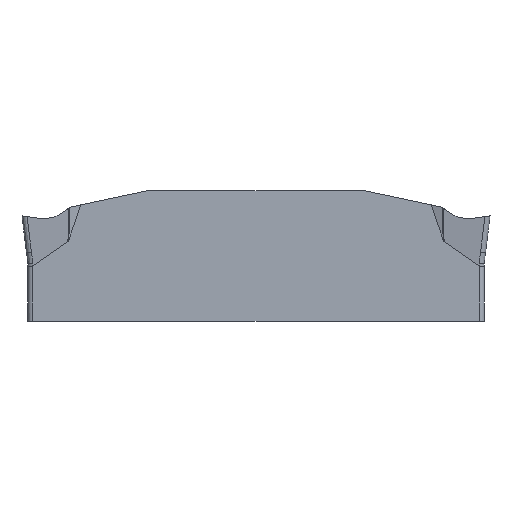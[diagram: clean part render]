
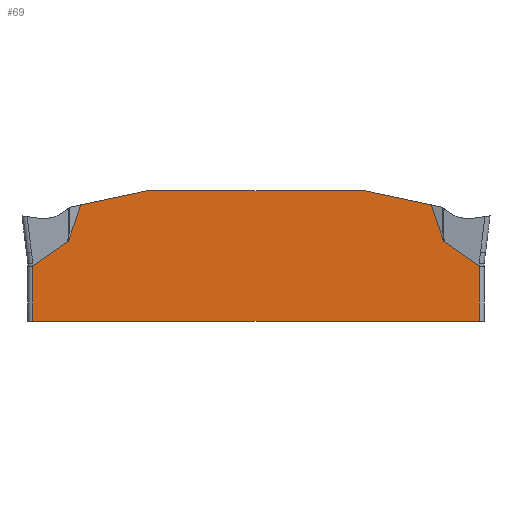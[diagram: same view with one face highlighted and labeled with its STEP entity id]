
A CAD part, left-side view. The second image highlights one B-rep face of the part: STEP entity #69.
In plain terms, the highlighted planar face has unit normal (-1, 0, 0).
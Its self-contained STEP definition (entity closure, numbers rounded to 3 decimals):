
#69=ADVANCED_FACE('SIDE_IB_1_SU5',(#135),#115,.F.);
#115=PLANE('',#882);
#135=FACE_OUTER_BOUND('',#181,.T.);
#181=EDGE_LOOP('',(#307,#308,#309,#310,#311,#312,#313,#314,#315,#316,#317,
#318,#319,#320));
#239=B_SPLINE_CURVE_WITH_KNOTS('',3,(#1170,#1171,#1172,#1173,#1174,#1175,
#1176,#1177,#1178,#1179),.UNSPECIFIED.,.F.,.F.,(4,3,3,4),(0.,0.487,
0.737,1.),.UNSPECIFIED.);
#240=B_SPLINE_CURVE_WITH_KNOTS('',3,(#1183,#1184,#1185,#1186,#1187,#1188,
#1189),.UNSPECIFIED.,.F.,.F.,(4,3,4),(0.,0.555,1.),
 .UNSPECIFIED.);
#241=B_SPLINE_CURVE_WITH_KNOTS('',3,(#1197,#1198,#1199,#1200,#1201,#1202,
#1203),.UNSPECIFIED.,.F.,.F.,(4,3,4),(0.,0.553,1.),
 .UNSPECIFIED.);
#242=B_SPLINE_CURVE_WITH_KNOTS('',3,(#1207,#1208,#1209,#1210,#1211,#1212,
#1213,#1214,#1215,#1216),.UNSPECIFIED.,.F.,.F.,(4,3,3,4),(0.,0.242,
0.617,1.),.UNSPECIFIED.);
#307=ORIENTED_EDGE('',*,*,#635,.F.);
#308=ORIENTED_EDGE('',*,*,#636,.T.);
#309=ORIENTED_EDGE('',*,*,#626,.T.);
#310=ORIENTED_EDGE('',*,*,#637,.T.);
#311=ORIENTED_EDGE('',*,*,#638,.T.);
#312=ORIENTED_EDGE('',*,*,#639,.T.);
#313=ORIENTED_EDGE('',*,*,#640,.T.);
#314=ORIENTED_EDGE('',*,*,#641,.F.);
#315=ORIENTED_EDGE('',*,*,#642,.T.);
#316=ORIENTED_EDGE('',*,*,#643,.T.);
#317=ORIENTED_EDGE('',*,*,#644,.T.);
#318=ORIENTED_EDGE('',*,*,#645,.T.);
#319=ORIENTED_EDGE('',*,*,#628,.T.);
#320=ORIENTED_EDGE('',*,*,#646,.T.);
#544=VERTEX_POINT('',#1132);
#546=VERTEX_POINT('',#1139);
#547=VERTEX_POINT('',#1143);
#549=VERTEX_POINT('',#1146);
#555=VERTEX_POINT('',#1167);
#556=VERTEX_POINT('',#1168);
#557=VERTEX_POINT('',#1180);
#558=VERTEX_POINT('',#1182);
#559=VERTEX_POINT('',#1190);
#560=VERTEX_POINT('',#1192);
#561=VERTEX_POINT('',#1194);
#562=VERTEX_POINT('',#1196);
#563=VERTEX_POINT('',#1204);
#564=VERTEX_POINT('',#1206);
#626=EDGE_CURVE('',#544,#546,#746,.T.);
#628=EDGE_CURVE('',#549,#547,#748,.T.);
#635=EDGE_CURVE('',#555,#556,#751,.T.);
#636=EDGE_CURVE('',#555,#544,#752,.T.);
#637=EDGE_CURVE('',#546,#557,#239,.T.);
#638=EDGE_CURVE('',#557,#558,#753,.T.);
#639=EDGE_CURVE('',#558,#559,#240,.T.);
#640=EDGE_CURVE('',#559,#560,#754,.T.);
#641=EDGE_CURVE('',#561,#560,#755,.T.);
#642=EDGE_CURVE('',#561,#562,#756,.T.);
#643=EDGE_CURVE('',#562,#563,#241,.T.);
#644=EDGE_CURVE('',#563,#564,#757,.T.);
#645=EDGE_CURVE('',#564,#549,#242,.T.);
#646=EDGE_CURVE('',#547,#556,#758,.T.);
#746=LINE('',#1140,#794);
#748=LINE('',#1145,#796);
#751=LINE('',#1166,#799);
#752=LINE('',#1169,#800);
#753=LINE('',#1181,#801);
#754=LINE('',#1191,#802);
#755=LINE('',#1193,#803);
#756=LINE('',#1195,#804);
#757=LINE('',#1205,#805);
#758=LINE('',#1217,#806);
#794=VECTOR('',#933,1.);
#796=VECTOR('',#937,1.);
#799=VECTOR('',#948,1.);
#800=VECTOR('',#949,1.);
#801=VECTOR('',#950,1.);
#802=VECTOR('',#951,1.);
#803=VECTOR('',#952,1.);
#804=VECTOR('',#953,1.);
#805=VECTOR('',#954,1.);
#806=VECTOR('',#955,1.);
#882=AXIS2_PLACEMENT_3D('',#1218,#956,#957);
#933=DIRECTION('',(0.,0.32,-0.947));
#937=DIRECTION('',(0.,0.32,0.947));
#948=DIRECTION('',(0.,-1.,0.));
#949=DIRECTION('',(0.,0.978,-0.208));
#950=DIRECTION('',(0.,0.82,-0.572));
#951=DIRECTION('',(0.,0.,-1.));
#952=DIRECTION('',(0.,1.,0.));
#953=DIRECTION('',(0.,0.,1.));
#954=DIRECTION('',(0.,0.82,0.572));
#955=DIRECTION('',(0.,0.978,0.208));
#956=DIRECTION('',(1.,0.,0.));
#957=DIRECTION('',(0.,0.,-1.));
#1132=CARTESIAN_POINT('',(-0.8,7.429,0.466));
#1139=CARTESIAN_POINT('',(-0.8,7.932,-1.022));
#1140=CARTESIAN_POINT('',(-0.8,6.809,2.302));
#1143=CARTESIAN_POINT('',(-0.8,-7.429,0.466));
#1145=CARTESIAN_POINT('',(-0.8,-6.809,2.302));
#1146=CARTESIAN_POINT('',(-0.8,-7.932,-1.022));
#1166=CARTESIAN_POINT('',(-0.8,0.,1.07));
#1167=CARTESIAN_POINT('',(-0.8,4.585,1.07));
#1168=CARTESIAN_POINT('',(-0.8,-4.585,1.07));
#1169=CARTESIAN_POINT('',(-0.8,0.416,1.956));
#1170=CARTESIAN_POINT('',(-0.8,7.932,-1.022));
#1171=CARTESIAN_POINT('',(-0.8,7.937,-1.036));
#1172=CARTESIAN_POINT('',(-0.8,7.942,-1.049));
#1173=CARTESIAN_POINT('',(-0.8,7.948,-1.061));
#1174=CARTESIAN_POINT('',(-0.8,7.951,-1.068));
#1175=CARTESIAN_POINT('',(-0.8,7.954,-1.074));
#1176=CARTESIAN_POINT('',(-0.8,7.958,-1.08));
#1177=CARTESIAN_POINT('',(-0.8,7.962,-1.086));
#1178=CARTESIAN_POINT('',(-0.8,7.967,-1.092));
#1179=CARTESIAN_POINT('',(-0.8,7.973,-1.097));
#1180=CARTESIAN_POINT('',(-0.8,7.973,-1.097));
#1181=CARTESIAN_POINT('',(-0.8,2.096,3.004));
#1182=CARTESIAN_POINT('',(-0.8,9.461,-2.135));
#1183=CARTESIAN_POINT('',(-0.8,9.461,-2.135));
#1184=CARTESIAN_POINT('',(-0.8,9.463,-2.137));
#1185=CARTESIAN_POINT('',(-0.8,9.465,-2.138));
#1186=CARTESIAN_POINT('',(-0.8,9.468,-2.139));
#1187=CARTESIAN_POINT('',(-0.8,9.47,-2.139));
#1188=CARTESIAN_POINT('',(-0.8,9.472,-2.14));
#1189=CARTESIAN_POINT('',(-0.8,9.473,-2.14));
#1190=CARTESIAN_POINT('',(-0.8,9.473,-2.14));
#1191=CARTESIAN_POINT('',(-0.8,9.473,0.));
#1192=CARTESIAN_POINT('',(-0.8,9.473,-4.47));
#1193=CARTESIAN_POINT('',(-0.8,0.,-4.47));
#1194=CARTESIAN_POINT('',(-0.8,-9.473,-4.47));
#1195=CARTESIAN_POINT('',(-0.8,-9.473,0.));
#1196=CARTESIAN_POINT('',(-0.8,-9.473,-2.14));
#1197=CARTESIAN_POINT('',(-0.8,-9.473,-2.14));
#1198=CARTESIAN_POINT('',(-0.8,-9.471,-2.14));
#1199=CARTESIAN_POINT('',(-0.8,-9.469,-2.139));
#1200=CARTESIAN_POINT('',(-0.8,-9.466,-2.138));
#1201=CARTESIAN_POINT('',(-0.8,-9.465,-2.137));
#1202=CARTESIAN_POINT('',(-0.8,-9.463,-2.136));
#1203=CARTESIAN_POINT('',(-0.8,-9.461,-2.135));
#1204=CARTESIAN_POINT('',(-0.8,-9.461,-2.135));
#1205=CARTESIAN_POINT('',(-0.8,-2.096,3.004));
#1206=CARTESIAN_POINT('',(-0.8,-7.973,-1.097));
#1207=CARTESIAN_POINT('',(-0.8,-7.973,-1.097));
#1208=CARTESIAN_POINT('',(-0.8,-7.967,-1.093));
#1209=CARTESIAN_POINT('',(-0.8,-7.963,-1.087));
#1210=CARTESIAN_POINT('',(-0.8,-7.959,-1.081));
#1211=CARTESIAN_POINT('',(-0.8,-7.953,-1.073));
#1212=CARTESIAN_POINT('',(-0.8,-7.948,-1.063));
#1213=CARTESIAN_POINT('',(-0.8,-7.944,-1.053));
#1214=CARTESIAN_POINT('',(-0.8,-7.939,-1.043));
#1215=CARTESIAN_POINT('',(-0.8,-7.936,-1.033));
#1216=CARTESIAN_POINT('',(-0.8,-7.932,-1.022));
#1217=CARTESIAN_POINT('',(-0.8,-0.416,1.956));
#1218=CARTESIAN_POINT('',(-0.8,0.,0.));
